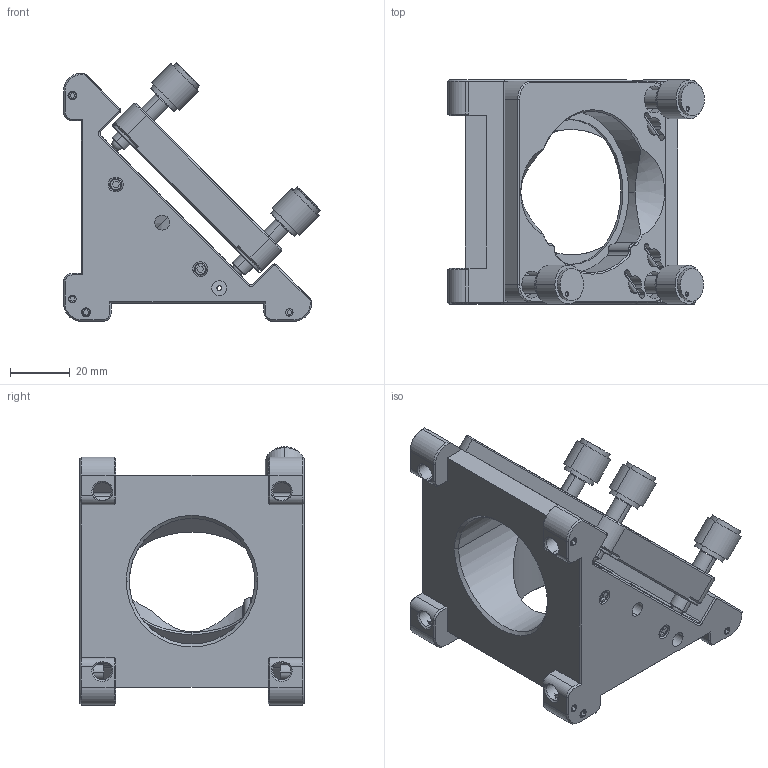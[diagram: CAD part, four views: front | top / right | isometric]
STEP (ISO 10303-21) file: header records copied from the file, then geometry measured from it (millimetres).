
FILE_DESCRIPTION (( 'STEP AP203' ), '1' );
FILE_NAME ('GCT-086614 俋倰芞.STEP', '2017-01-20T06:50:30', ( 'Lxtx999.CoM' ), ( 'Lxtx999.CoM' ), 'SwSTEP 2.0', 'SolidWorks 2012', '' );
FILE_SCHEMA (( 'CONFIG_CONTROL_DESIGN' ));
Length unit declared in the file: centimetre
Products named in the file (1): GCT-086614 俋倰芞
Bounding box: 85.93 x 75 x 86.47 mm (x, y, z)
Surface area: 45125.8 mm2 (no closed solid volume)
Topology: 0 solids, 45 shells, 580 faces, 1587 edges, 1025 vertices
Faces by surface type: plane 243, cylinder 189, cone 136, sphere 6, torus 4, bspline 2
Entity records: 19152 total; most frequent: CARTESIAN_POINT 4262, DIRECTION 3249, ORIENTED_EDGE 2833, EDGE_CURVE 1566, AXIS2_PLACEMENT_3D 1187, VERTEX_POINT 1016, LINE 875, VECTOR 875
